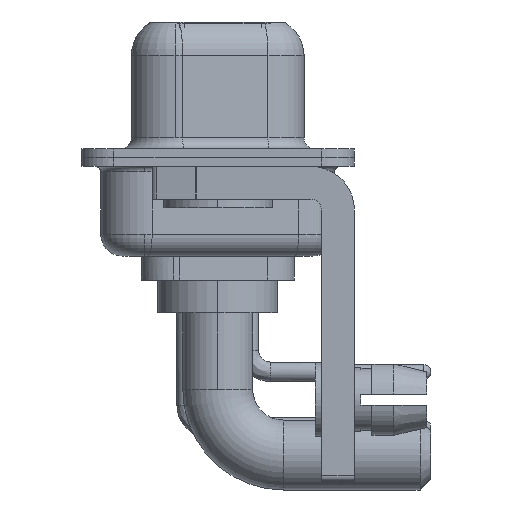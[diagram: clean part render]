
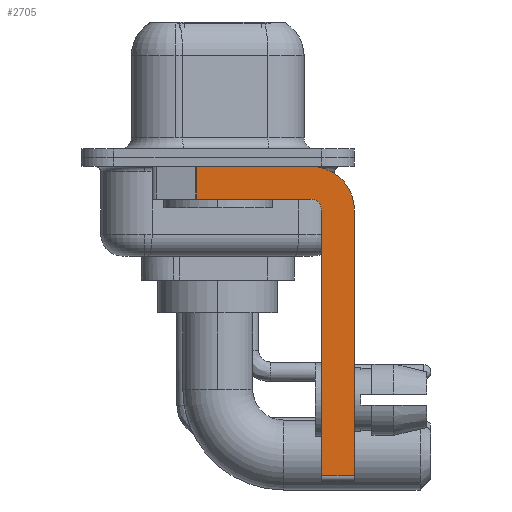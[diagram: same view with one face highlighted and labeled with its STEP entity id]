
A CAD part, left-side view. The second image highlights one B-rep face of the part: STEP entity #2705.
In plain terms, the highlighted planar face has unit normal (-1, 0, 0).
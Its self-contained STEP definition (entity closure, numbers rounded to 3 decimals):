
#1098 = CIRCLE ( 'NONE', #20276, 2. ) ;
#1205 = EDGE_CURVE ( 'NONE', #4288, #11562, #1098, .T. ) ;
#1725 = EDGE_CURVE ( 'NONE', #12923, #22536, #16313, .T. ) ;
#1825 = ORIENTED_EDGE ( 'NONE', *, *, #22221, .F. ) ;
#1858 = VECTOR ( 'NONE', #20682, 1000. ) ;
#2302 = ORIENTED_EDGE ( 'NONE', *, *, #13948, .F. ) ;
#2705 = ADVANCED_FACE ( 'NONE', ( #20917 ), #11411, .F. ) ;
#2772 = DIRECTION ( 'NONE',  ( 0., 0., 1. ) ) ;
#2960 = VERTEX_POINT ( 'NONE', #19436 ) ;
#3156 = DIRECTION ( 'NONE',  ( 0., 0., -1. ) ) ;
#4206 = ORIENTED_EDGE ( 'NONE', *, *, #1725, .T. ) ;
#4288 = VERTEX_POINT ( 'NONE', #12585 ) ;
#4539 = VECTOR ( 'NONE', #22869, 1000. ) ;
#5492 = LINE ( 'NONE', #22525, #1858 ) ;
#6710 = DIRECTION ( 'NONE',  ( 0., 1., 0. ) ) ;
#6717 = CARTESIAN_POINT ( 'NONE',  ( -2.9, -6.25, -2.4 ) ) ;
#6847 = EDGE_CURVE ( 'NONE', #19496, #11566, #16729, .T. ) ;
#6916 = DIRECTION ( 'NONE',  ( 0., -1., 0. ) ) ;
#7410 = CARTESIAN_POINT ( 'NONE',  ( -2.9, -6.25, -14.55 ) ) ;
#7520 = VECTOR ( 'NONE', #6916, 1000. ) ;
#7566 = AXIS2_PLACEMENT_3D ( 'NONE', #15253, #18583, #24265 ) ;
#7811 = CARTESIAN_POINT ( 'NONE',  ( -2.9, -4.75, -2.4 ) ) ;
#8190 = DIRECTION ( 'NONE',  ( -1., 0., 0. ) ) ;
#8466 = CIRCLE ( 'NONE', #13209, 0.5 ) ;
#8634 = VECTOR ( 'NONE', #22017, 1000. ) ;
#8786 = LINE ( 'NONE', #10897, #8634 ) ;
#9521 = ORIENTED_EDGE ( 'NONE', *, *, #6847, .T. ) ;
#10897 = CARTESIAN_POINT ( 'NONE',  ( -2.9, -4.75, -14.8 ) ) ;
#11411 = PLANE ( 'NONE',  #7566 ) ;
#11562 = VERTEX_POINT ( 'NONE', #22157 ) ;
#11566 = VERTEX_POINT ( 'NONE', #21921 ) ;
#11678 = VERTEX_POINT ( 'NONE', #7811 ) ;
#12341 = ORIENTED_EDGE ( 'NONE', *, *, #19056, .F. ) ;
#12479 = CARTESIAN_POINT ( 'NONE',  ( -2.9, 0.978, -0.4 ) ) ;
#12585 = CARTESIAN_POINT ( 'NONE',  ( -2.9, -4.25, -0.4 ) ) ;
#12923 = VERTEX_POINT ( 'NONE', #21224 ) ;
#13209 = AXIS2_PLACEMENT_3D ( 'NONE', #23388, #8190, #2772 ) ;
#13948 = EDGE_CURVE ( 'NONE', #12923, #11678, #8786, .T. ) ;
#14279 = DIRECTION ( 'NONE',  ( 0., 0., -1. ) ) ;
#14351 = VECTOR ( 'NONE', #14279, 1000. ) ;
#14387 = ORIENTED_EDGE ( 'NONE', *, *, #1205, .F. ) ;
#14645 = DIRECTION ( 'NONE',  ( 1., 0., 0. ) ) ;
#14675 = EDGE_LOOP ( 'NONE', ( #1825, #9521, #24053, #17279, #2302, #4206, #12341, #14387 ) ) ;
#15253 = CARTESIAN_POINT ( 'NONE',  ( -2.9, -4.25, -2.4 ) ) ;
#15358 = CARTESIAN_POINT ( 'NONE',  ( -2.9, 0.978, -1.9 ) ) ;
#15755 = LINE ( 'NONE', #23645, #18259 ) ;
#16313 = LINE ( 'NONE', #23843, #7520 ) ;
#16729 = LINE ( 'NONE', #15358, #4539 ) ;
#17173 = EDGE_CURVE ( 'NONE', #2960, #11566, #15755, .T. ) ;
#17279 = ORIENTED_EDGE ( 'NONE', *, *, #20261, .F. ) ;
#18259 = VECTOR ( 'NONE', #6710, 1000. ) ;
#18583 = DIRECTION ( 'NONE',  ( 1., 0., 0. ) ) ;
#19056 = EDGE_CURVE ( 'NONE', #11562, #22536, #19816, .T. ) ;
#19436 = CARTESIAN_POINT ( 'NONE',  ( -2.9, -4.25, -1.9 ) ) ;
#19496 = VERTEX_POINT ( 'NONE', #12479 ) ;
#19816 = LINE ( 'NONE', #6717, #14351 ) ;
#20070 = CARTESIAN_POINT ( 'NONE',  ( -2.9, -4.25, -2.4 ) ) ;
#20261 = EDGE_CURVE ( 'NONE', #11678, #2960, #8466, .T. ) ;
#20276 = AXIS2_PLACEMENT_3D ( 'NONE', #20070, #14645, #3156 ) ;
#20682 = DIRECTION ( 'NONE',  ( 0., -1., 0. ) ) ;
#20917 = FACE_OUTER_BOUND ( 'NONE', #14675, .T. ) ;
#21224 = CARTESIAN_POINT ( 'NONE',  ( -2.9, -4.75, -14.55 ) ) ;
#21921 = CARTESIAN_POINT ( 'NONE',  ( -2.9, 0.978, -1.9 ) ) ;
#22017 = DIRECTION ( 'NONE',  ( 0., 0., 1. ) ) ;
#22157 = CARTESIAN_POINT ( 'NONE',  ( -2.9, -6.25, -2.4 ) ) ;
#22221 = EDGE_CURVE ( 'NONE', #19496, #4288, #5492, .T. ) ;
#22525 = CARTESIAN_POINT ( 'NONE',  ( -2.9, 3., -0.4 ) ) ;
#22536 = VERTEX_POINT ( 'NONE', #7410 ) ;
#22869 = DIRECTION ( 'NONE',  ( 0., 0., -1. ) ) ;
#23388 = CARTESIAN_POINT ( 'NONE',  ( -2.9, -4.25, -2.4 ) ) ;
#23645 = CARTESIAN_POINT ( 'NONE',  ( -2.9, -4.25, -1.9 ) ) ;
#23843 = CARTESIAN_POINT ( 'NONE',  ( -2.9, -4.25, -14.55 ) ) ;
#24053 = ORIENTED_EDGE ( 'NONE', *, *, #17173, .F. ) ;
#24265 = DIRECTION ( 'NONE',  ( 0., 0., -1. ) ) ;
